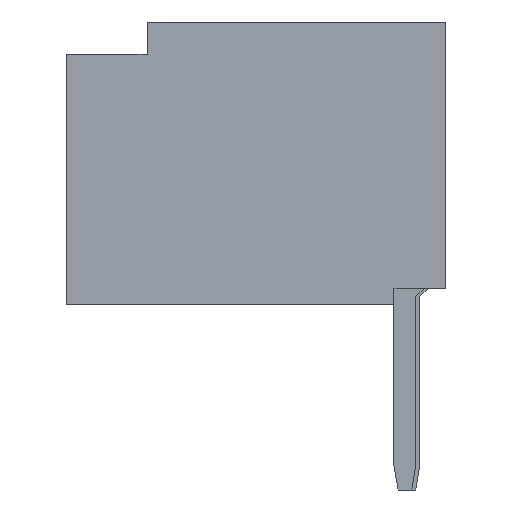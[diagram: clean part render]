
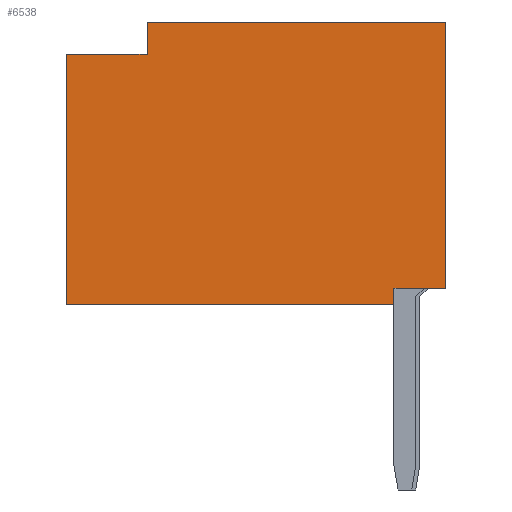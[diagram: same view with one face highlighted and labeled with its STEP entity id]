
A CAD part, left-side view. The second image highlights one B-rep face of the part: STEP entity #6538.
In plain terms, the highlighted planar face has unit normal (-1, 0, 0).
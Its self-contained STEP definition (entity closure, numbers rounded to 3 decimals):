
#590=ORIENTED_EDGE('',*,*,#1715,.F.);
#591=ORIENTED_EDGE('',*,*,#1817,.T.);
#592=ORIENTED_EDGE('',*,*,#1878,.T.);
#593=ORIENTED_EDGE('',*,*,#1879,.T.);
#594=ORIENTED_EDGE('',*,*,#1829,.F.);
#595=ORIENTED_EDGE('',*,*,#1824,.T.);
#596=ORIENTED_EDGE('',*,*,#1876,.T.);
#597=ORIENTED_EDGE('',*,*,#1880,.T.);
#1715=EDGE_CURVE('',#2406,#2407,#2836,.T.);
#1817=EDGE_CURVE('',#2406,#2469,#2938,.T.);
#1824=EDGE_CURVE('',#2474,#2473,#2945,.T.);
#1829=EDGE_CURVE('',#2474,#2476,#2950,.T.);
#1876=EDGE_CURVE('',#2473,#2506,#2997,.T.);
#1878=EDGE_CURVE('',#2469,#2507,#2999,.T.);
#1879=EDGE_CURVE('',#2507,#2476,#3000,.T.);
#1880=EDGE_CURVE('',#2506,#2407,#3001,.T.);
#2406=VERTEX_POINT('',#8541);
#2407=VERTEX_POINT('',#8543);
#2469=VERTEX_POINT('',#8736);
#2473=VERTEX_POINT('',#8749);
#2474=VERTEX_POINT('',#8751);
#2476=VERTEX_POINT('',#8756);
#2506=VERTEX_POINT('',#8852);
#2507=VERTEX_POINT('',#8858);
#2836=LINE('',#8542,#3387);
#2938=LINE('',#8737,#3489);
#2945=LINE('',#8750,#3496);
#2950=LINE('',#8760,#3501);
#2997=LINE('',#8853,#3548);
#2999=LINE('',#8857,#3550);
#3000=LINE('',#8859,#3551);
#3001=LINE('',#8860,#3552);
#3387=VECTOR('',#7220,1000.);
#3489=VECTOR('',#7382,1000.);
#3496=VECTOR('',#7393,1000.);
#3501=VECTOR('',#7400,1000.);
#3548=VECTOR('',#7481,1000.);
#3550=VECTOR('',#7487,1000.);
#3551=VECTOR('',#7488,1000.);
#3552=VECTOR('',#7489,1000.);
#3918=EDGE_LOOP('',(#590,#591,#592,#593,#594,#595,#596,#597));
#4195=FACE_BOUND('',#3918,.T.);
#4472=PLANE('',#6813);
#6538=ADVANCED_FACE('',(#4195),#4472,.T.);
#6813=AXIS2_PLACEMENT_3D('',#8856,#7485,#7486);
#7220=DIRECTION('',(0.,1.,0.));
#7382=DIRECTION('',(0.,0.,-1.));
#7393=DIRECTION('',(0.,0.,1.));
#7400=DIRECTION('',(0.,-1.,0.));
#7481=DIRECTION('',(0.,1.,0.));
#7485=DIRECTION('',(-1.,0.,0.));
#7486=DIRECTION('',(0.,0.,1.));
#7487=DIRECTION('',(0.,-1.,0.));
#7488=DIRECTION('',(0.,0.,1.));
#7489=DIRECTION('',(0.,0.,-1.));
#8541=CARTESIAN_POINT('',(-4.,1.55,-1.71));
#8542=CARTESIAN_POINT('',(-4.,1.55,-1.71));
#8543=CARTESIAN_POINT('',(-4.,1.75,-1.71));
#8736=CARTESIAN_POINT('',(-4.,1.55,-2.35));
#8737=CARTESIAN_POINT('',(-4.,1.55,-1.81));
#8749=CARTESIAN_POINT('',(-4.,-1.35,2.35));
#8750=CARTESIAN_POINT('',(-4.,-1.35,1.35));
#8751=CARTESIAN_POINT('',(-4.,-1.35,1.35));
#8756=CARTESIAN_POINT('',(-4.,-1.75,1.35));
#8760=CARTESIAN_POINT('',(-4.,-1.35,1.35));
#8852=CARTESIAN_POINT('',(-4.,1.75,2.35));
#8853=CARTESIAN_POINT('',(-4.,-1.75,2.35));
#8856=CARTESIAN_POINT('',(-4.,0.,0.));
#8857=CARTESIAN_POINT('',(-4.,1.75,-2.35));
#8858=CARTESIAN_POINT('',(-4.,-1.75,-2.35));
#8859=CARTESIAN_POINT('',(-4.,-1.75,-2.35));
#8860=CARTESIAN_POINT('',(-4.,1.75,2.35));
